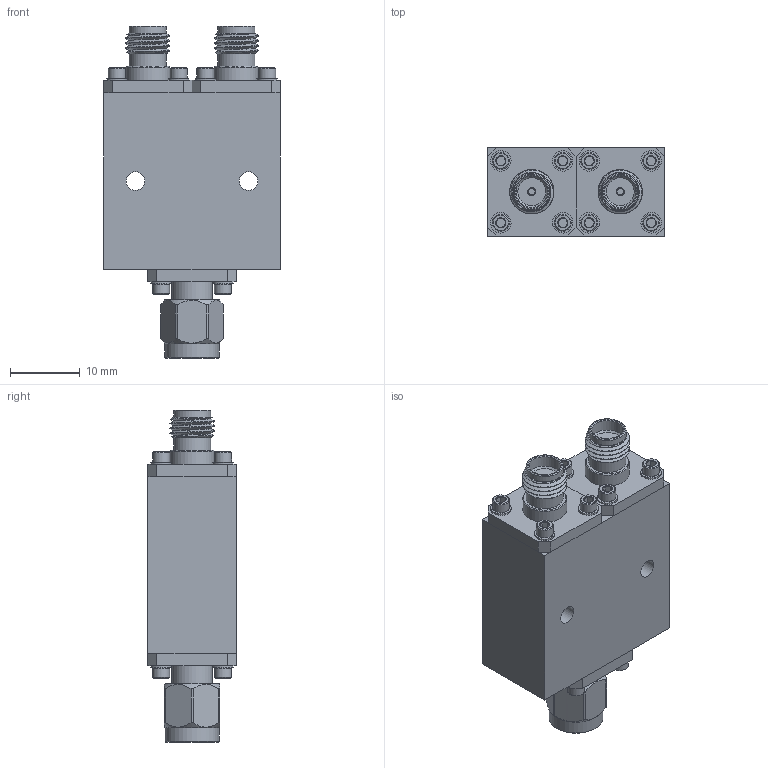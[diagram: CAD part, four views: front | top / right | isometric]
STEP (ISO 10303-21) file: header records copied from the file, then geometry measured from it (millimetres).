
FILE_DESCRIPTION (( 'STEP AP203' ), '1' );
FILE_NAME ('PE2080_3D.step', '2022-03-31T14:56:04', ( '' ), ( '' ), 'SwSTEP 2.0', 'SolidWorks 2021', '' );
FILE_SCHEMA (( 'CONFIG_CONTROL_DESIGN' ));
Length unit declared in the file: inch
Products named in the file (1): PE2080_3D
Bounding box: 25.4 x 12.73 x 47.68 mm (x, y, z)
Volume: 9685.4 mm3; surface area: 4541.4 mm2
Topology: 1 solids, 15 shells, 509 faces, 1089 edges, 673 vertices
Faces by surface type: plane 222, cylinder 138, cone 115, bspline 34
Full cylindrical faces by diameter (mm): 0.94 x3, 1.016 x2, 1.194 x3, 1.27 x2, 1.524 x36, 1.854 x14, 2.438 x12, 2.667 x2, 2.946 x12, 4.445 x1, 4.521 x2, 5.08 x2, 5.334 x4, 5.842 x1, 6.35 x8, 7.762 x1
Entity records: 25031 total; most frequent: CARTESIAN_POINT 16146, DIRECTION 1759, ORIENTED_EDGE 1638, EDGE_CURVE 819, AXIS2_PLACEMENT_3D 752, EDGE_LOOP 673, VERTEX_POINT 560, FACE_OUTER_BOUND 544
